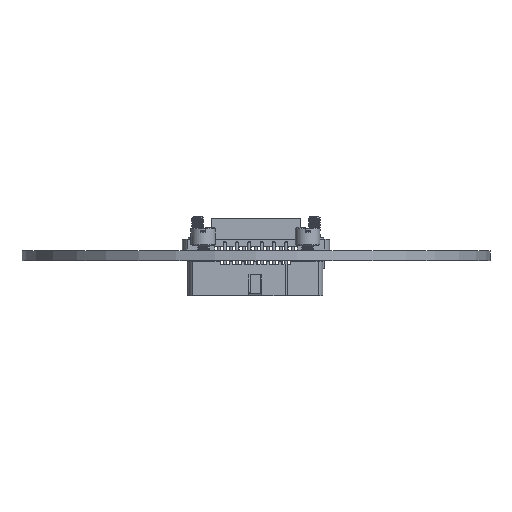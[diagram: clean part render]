
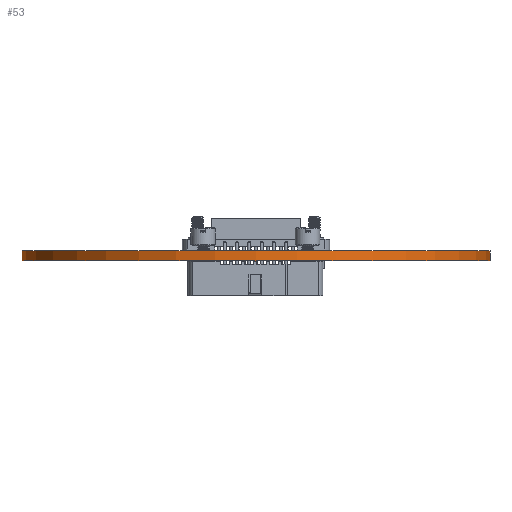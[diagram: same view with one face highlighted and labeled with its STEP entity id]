
A CAD part, front view. The second image highlights one B-rep face of the part: STEP entity #53.
In plain terms, the highlighted cylindrical face has radius 38.1 mm (diameter 76.2 mm), a full revolution.
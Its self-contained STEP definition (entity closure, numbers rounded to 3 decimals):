
#53 = ADVANCED_FACE('',(#54),#81,.T.);
#54 = FACE_BOUND('',#55,.F.);
#55 = EDGE_LOOP('',(#56,#66,#73,#74));
#56 = ORIENTED_EDGE('',*,*,#57,.T.);
#57 = EDGE_CURVE('',#58,#60,#62,.T.);
#58 = VERTEX_POINT('',#59);
#59 = CARTESIAN_POINT('',(138.1,100.,0.));
#60 = VERTEX_POINT('',#61);
#61 = CARTESIAN_POINT('',(138.1,100.,1.619));
#62 = LINE('',#63,#64);
#63 = CARTESIAN_POINT('',(138.1,100.,0.));
#64 = VECTOR('',#65,1.);
#65 = DIRECTION('',(0.,0.,1.));
#66 = ORIENTED_EDGE('',*,*,#67,.T.);
#67 = EDGE_CURVE('',#60,#60,#68,.T.);
#68 = CIRCLE('',#69,38.1);
#69 = AXIS2_PLACEMENT_3D('',#70,#71,#72);
#70 = CARTESIAN_POINT('',(100.,100.,1.619));
#71 = DIRECTION('',(0.,0.,1.));
#72 = DIRECTION('',(1.,0.,0.));
#73 = ORIENTED_EDGE('',*,*,#57,.F.);
#74 = ORIENTED_EDGE('',*,*,#75,.F.);
#75 = EDGE_CURVE('',#58,#58,#76,.T.);
#76 = CIRCLE('',#77,38.1);
#77 = AXIS2_PLACEMENT_3D('',#78,#79,#80);
#78 = CARTESIAN_POINT('',(100.,100.,0.));
#79 = DIRECTION('',(0.,0.,1.));
#80 = DIRECTION('',(1.,0.,0.));
#81 = CYLINDRICAL_SURFACE('',#82,38.1);
#82 = AXIS2_PLACEMENT_3D('',#83,#84,#85);
#83 = CARTESIAN_POINT('',(100.,100.,0.));
#84 = DIRECTION('',(0.,0.,-1.));
#85 = DIRECTION('',(1.,0.,0.));
